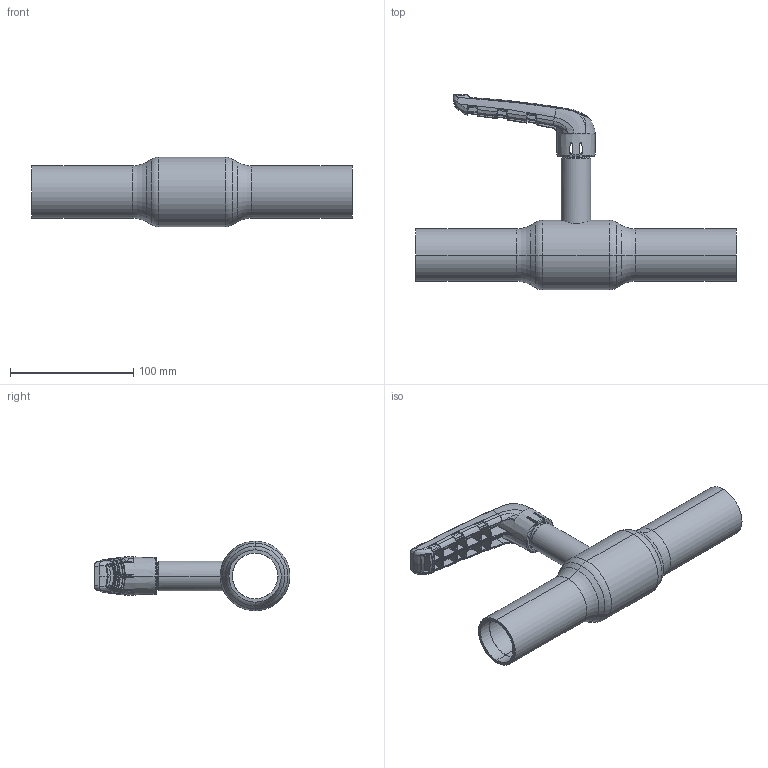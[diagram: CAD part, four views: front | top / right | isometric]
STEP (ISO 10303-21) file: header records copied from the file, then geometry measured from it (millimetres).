
FILE_DESCRIPTION (( 'STEP AP214' ), '1' );
FILE_NAME ('1032003001-xxxx.step', '2019-05-10T10:48:10', ( '' ), ( '' ), 'SwSTEP 2.0', 'SolidWorks 2017', '' );
FILE_SCHEMA (( 'AUTOMOTIVE_DESIGN' ));
Length unit declared in the file: millimetre
Products named in the file (1): 1032003001-xxxx
Bounding box: 260 x 158.81 x 56.5 mm (x, y, z)
Surface area: 78737 mm2 (no closed solid volume)
Topology: 0 solids, 5 shells, 630 faces, 2102 edges, 1375 vertices
Faces by surface type: bspline 524, plane 42, cylinder 24, cone 21, torus 17, sphere 2
Entity records: 51130 total; most frequent: CARTESIAN_POINT 31099, ORIENTED_EDGE 3341, EDGE_CURVE 2098, B_SPLINE_CURVE_WITH_KNOTS 1504, VERTEX_POINT 1375, DIRECTION 1271, EDGE_LOOP 645, UNCERTAINTY_MEASURE_WITH_UNIT 632
